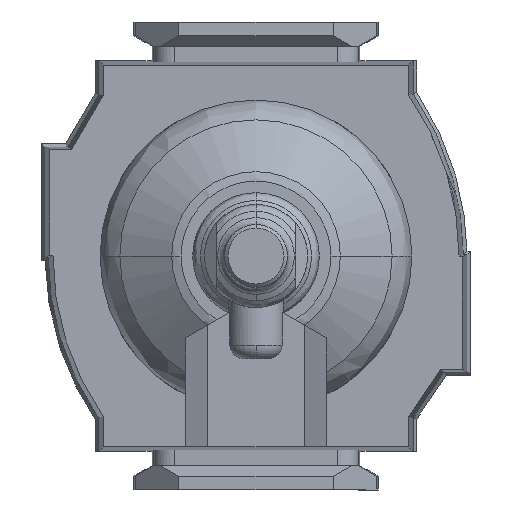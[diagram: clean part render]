
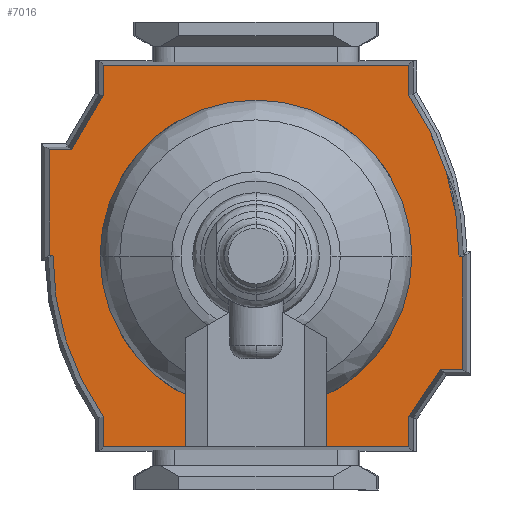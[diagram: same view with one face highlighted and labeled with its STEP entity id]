
A CAD part, front view. The second image highlights one B-rep face of the part: STEP entity #7016.
In plain terms, the highlighted planar face has unit normal (0, -1, 0).
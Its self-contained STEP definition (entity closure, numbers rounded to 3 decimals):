
#87 = ORIENTED_EDGE ( 'NONE', *, *, #10263, .F. ) ;
#104 = VECTOR ( 'NONE', #14956, 1000. ) ;
#248 = EDGE_CURVE ( 'NONE', #9859, #6521, #7227, .T. ) ;
#278 = CARTESIAN_POINT ( 'NONE',  ( -27.75, -38.5, -22.2 ) ) ;
#540 = EDGE_LOOP ( 'NONE', ( #13188, #13893, #9840, #13219, #16316, #9090, #9126, #6905, #4669, #87, #8353, #2437, #14676, #3790, #2816, #9075, #1627 ) ) ;
#759 = VECTOR ( 'NONE', #14032, 1000. ) ;
#788 = DIRECTION ( 'NONE',  ( 0., 0., 1. ) ) ;
#821 = EDGE_CURVE ( 'NONE', #1109, #8767, #1875, .T. ) ;
#960 = PLANE ( 'NONE',  #12987 ) ;
#1047 = FACE_OUTER_BOUND ( 'NONE', #540, .T. ) ;
#1109 = VERTEX_POINT ( 'NONE', #9086 ) ;
#1132 = DIRECTION ( 'NONE',  ( 0., -1., 0. ) ) ;
#1150 = DIRECTION ( 'NONE',  ( -1., 0., 0. ) ) ;
#1170 = VECTOR ( 'NONE', #788, 1000. ) ;
#1213 = LINE ( 'NONE', #3717, #2366 ) ;
#1260 = EDGE_CURVE ( 'NONE', #6521, #1354, #11066, .T. ) ;
#1354 = VERTEX_POINT ( 'NONE', #13638 ) ;
#1402 = DIRECTION ( 'NONE',  ( 0., 1., 0. ) ) ;
#1432 = EDGE_CURVE ( 'NONE', #5288, #2843, #10225, .T. ) ;
#1458 = VERTEX_POINT ( 'NONE', #16380 ) ;
#1538 = VERTEX_POINT ( 'NONE', #3098 ) ;
#1627 = ORIENTED_EDGE ( 'NONE', *, *, #3051, .F. ) ;
#1633 = LINE ( 'NONE', #7940, #13261 ) ;
#1875 = LINE ( 'NONE', #278, #12162 ) ;
#1893 = VERTEX_POINT ( 'NONE', #4166 ) ;
#2049 = AXIS2_PLACEMENT_3D ( 'NONE', #14265, #1402, #15452 ) ;
#2142 = LINE ( 'NONE', #15083, #2339 ) ;
#2202 = CARTESIAN_POINT ( 'NONE',  ( -23.383, -38.5, 22.2 ) ) ;
#2317 = DIRECTION ( 'NONE',  ( 0., 0., 1. ) ) ;
#2339 = VECTOR ( 'NONE', #14697, 1000. ) ;
#2366 = VECTOR ( 'NONE', #7291, 1000. ) ;
#2422 = CARTESIAN_POINT ( 'NONE',  ( -23.383, -38.5, 22.2 ) ) ;
#2437 = ORIENTED_EDGE ( 'NONE', *, *, #10063, .F. ) ;
#2546 = CARTESIAN_POINT ( 'NONE',  ( -0.1, -38.5, -30. ) ) ;
#2816 = ORIENTED_EDGE ( 'NONE', *, *, #11652, .F. ) ;
#2843 = VERTEX_POINT ( 'NONE', #9542 ) ;
#2859 = DIRECTION ( 'NONE',  ( 0., 0., -1. ) ) ;
#2948 = CARTESIAN_POINT ( 'NONE',  ( 0., -38.5, -11.6 ) ) ;
#2996 = CARTESIAN_POINT ( 'NONE',  ( -15.5, -38.5, -30. ) ) ;
#3051 = EDGE_CURVE ( 'NONE', #8767, #8027, #11100, .T. ) ;
#3098 = CARTESIAN_POINT ( 'NONE',  ( 16.5, -38.5, 30. ) ) ;
#3212 = VERTEX_POINT ( 'NONE', #8920 ) ;
#3423 = DIRECTION ( 'NONE',  ( 0., 0., 1. ) ) ;
#3450 = CARTESIAN_POINT ( 'NONE',  ( 27.75, -38.5, -22.2 ) ) ;
#3717 = CARTESIAN_POINT ( 'NONE',  ( 27.75, -38.5, 22.2 ) ) ;
#3790 = ORIENTED_EDGE ( 'NONE', *, *, #7282, .F. ) ;
#4013 = VECTOR ( 'NONE', #14195, 1000. ) ;
#4166 = CARTESIAN_POINT ( 'NONE',  ( 0., -38.5, 29.5 ) ) ;
#4486 = CARTESIAN_POINT ( 'NONE',  ( 23.383, -38.5, -22.2 ) ) ;
#4669 = ORIENTED_EDGE ( 'NONE', *, *, #12771, .F. ) ;
#5255 = VECTOR ( 'NONE', #7415, 1000. ) ;
#5288 = VERTEX_POINT ( 'NONE', #14387 ) ;
#5741 = LINE ( 'NONE', #4486, #6058 ) ;
#5786 = CARTESIAN_POINT ( 'NONE',  ( -27.75, -38.5, 22.2 ) ) ;
#5835 = DIRECTION ( 'NONE',  ( 0., 0., 1. ) ) ;
#5974 = AXIS2_PLACEMENT_3D ( 'NONE', #9989, #13713, #2317 ) ;
#6058 = VECTOR ( 'NONE', #1150, 1000. ) ;
#6181 = CARTESIAN_POINT ( 'NONE',  ( -27.75, -38.5, -22.2 ) ) ;
#6518 = CARTESIAN_POINT ( 'NONE',  ( 16.5, -38.5, 26.8 ) ) ;
#6521 = VERTEX_POINT ( 'NONE', #2996 ) ;
#6725 = EDGE_CURVE ( 'NONE', #8285, #5288, #5741, .T. ) ;
#6905 = ORIENTED_EDGE ( 'NONE', *, *, #12828, .F. ) ;
#7016 = ADVANCED_FACE ( 'NONE', ( #1047 ), #960, .T. ) ;
#7205 = CARTESIAN_POINT ( 'NONE',  ( -28.86, -38.5, 31.2 ) ) ;
#7227 = LINE ( 'NONE', #11052, #104 ) ;
#7282 = EDGE_CURVE ( 'NONE', #1893, #15283, #7410, .T. ) ;
#7291 = DIRECTION ( 'NONE',  ( 1., 0., 0. ) ) ;
#7410 = CIRCLE ( 'NONE', #11414, 41.1 ) ;
#7415 = DIRECTION ( 'NONE',  ( 1., 0., 0. ) ) ;
#7491 = CARTESIAN_POINT ( 'NONE',  ( -0.1, -38.5, -30. ) ) ;
#7633 = DIRECTION ( 'NONE',  ( 0., 0., -1. ) ) ;
#7697 = CARTESIAN_POINT ( 'NONE',  ( 16.5, -38.5, 26.8 ) ) ;
#7810 = LINE ( 'NONE', #8964, #759 ) ;
#7940 = CARTESIAN_POINT ( 'NONE',  ( 27.75, -38.5, -22.2 ) ) ;
#8027 = VERTEX_POINT ( 'NONE', #15192 ) ;
#8285 = VERTEX_POINT ( 'NONE', #3450 ) ;
#8353 = ORIENTED_EDGE ( 'NONE', *, *, #13816, .F. ) ;
#8767 = VERTEX_POINT ( 'NONE', #6181 ) ;
#8920 = CARTESIAN_POINT ( 'NONE',  ( 27.75, -38.5, 22.2 ) ) ;
#8949 = CARTESIAN_POINT ( 'NONE',  ( 0.1, -38.5, 29.5 ) ) ;
#8964 = CARTESIAN_POINT ( 'NONE',  ( 16.5, -38.5, 30. ) ) ;
#9075 = ORIENTED_EDGE ( 'NONE', *, *, #9624, .F. ) ;
#9086 = CARTESIAN_POINT ( 'NONE',  ( -23.35, -38.5, -22.2 ) ) ;
#9090 = ORIENTED_EDGE ( 'NONE', *, *, #1432, .F. ) ;
#9126 = ORIENTED_EDGE ( 'NONE', *, *, #6725, .F. ) ;
#9176 = CARTESIAN_POINT ( 'NONE',  ( 23.35, -38.5, 22.2 ) ) ;
#9324 = VECTOR ( 'NONE', #7633, 1000. ) ;
#9463 = VERTEX_POINT ( 'NONE', #9176 ) ;
#9542 = CARTESIAN_POINT ( 'NONE',  ( -0.1, -38.5, -29.5 ) ) ;
#9624 = EDGE_CURVE ( 'NONE', #8027, #15433, #16389, .T. ) ;
#9840 = ORIENTED_EDGE ( 'NONE', *, *, #1260, .F. ) ;
#9859 = VERTEX_POINT ( 'NONE', #7491 ) ;
#9989 = CARTESIAN_POINT ( 'NONE',  ( 0., -38.5, 11.6 ) ) ;
#10000 = CARTESIAN_POINT ( 'NONE',  ( 0.1, -38.5, 30. ) ) ;
#10063 = EDGE_CURVE ( 'NONE', #1458, #1538, #7810, .T. ) ;
#10225 = CIRCLE ( 'NONE', #5974, 41.1 ) ;
#10263 = EDGE_CURVE ( 'NONE', #15491, #9463, #2142, .T. ) ;
#10337 = LINE ( 'NONE', #6518, #12785 ) ;
#10357 = DIRECTION ( 'NONE',  ( -1., 0., 0. ) ) ;
#11052 = CARTESIAN_POINT ( 'NONE',  ( -15.5, -38.5, -30. ) ) ;
#11066 = LINE ( 'NONE', #16125, #14157 ) ;
#11100 = LINE ( 'NONE', #5786, #1170 ) ;
#11414 = AXIS2_PLACEMENT_3D ( 'NONE', #2948, #12077, #3423 ) ;
#11652 = EDGE_CURVE ( 'NONE', #15433, #1893, #13464, .T. ) ;
#12077 = DIRECTION ( 'NONE',  ( 0., 1., 0. ) ) ;
#12162 = VECTOR ( 'NONE', #10357, 1000. ) ;
#12453 = DIRECTION ( 'NONE',  ( 0., 0., -1. ) ) ;
#12646 = LINE ( 'NONE', #15979, #14331 ) ;
#12771 = EDGE_CURVE ( 'NONE', #9463, #3212, #1213, .T. ) ;
#12785 = VECTOR ( 'NONE', #15404, 1000. ) ;
#12828 = EDGE_CURVE ( 'NONE', #3212, #8285, #1633, .T. ) ;
#12959 = LINE ( 'NONE', #10000, #4013 ) ;
#12987 = AXIS2_PLACEMENT_3D ( 'NONE', #7205, #1132, #12453 ) ;
#13188 = ORIENTED_EDGE ( 'NONE', *, *, #821, .F. ) ;
#13219 = ORIENTED_EDGE ( 'NONE', *, *, #248, .F. ) ;
#13261 = VECTOR ( 'NONE', #2859, 1000. ) ;
#13314 = EDGE_CURVE ( 'NONE', #1354, #1109, #12646, .T. ) ;
#13464 = CIRCLE ( 'NONE', #2049, 41.1 ) ;
#13568 = DIRECTION ( 'NONE',  ( -0.863, 0., 0.506 ) ) ;
#13638 = CARTESIAN_POINT ( 'NONE',  ( -15.5, -38.5, -26.8 ) ) ;
#13713 = DIRECTION ( 'NONE',  ( 0., 1., 0. ) ) ;
#13816 = EDGE_CURVE ( 'NONE', #1538, #15491, #10337, .T. ) ;
#13893 = ORIENTED_EDGE ( 'NONE', *, *, #13314, .F. ) ;
#13943 = LINE ( 'NONE', #2546, #9324 ) ;
#14032 = DIRECTION ( 'NONE',  ( 1., 0., 0. ) ) ;
#14157 = VECTOR ( 'NONE', #5835, 1000. ) ;
#14195 = DIRECTION ( 'NONE',  ( 0., 0., 1. ) ) ;
#14265 = CARTESIAN_POINT ( 'NONE',  ( 0., -38.5, -11.6 ) ) ;
#14331 = VECTOR ( 'NONE', #13568, 1000. ) ;
#14387 = CARTESIAN_POINT ( 'NONE',  ( 23.383, -38.5, -22.2 ) ) ;
#14676 = ORIENTED_EDGE ( 'NONE', *, *, #15024, .F. ) ;
#14697 = DIRECTION ( 'NONE',  ( 0.83, 0., -0.557 ) ) ;
#14956 = DIRECTION ( 'NONE',  ( -1., 0., 0. ) ) ;
#15024 = EDGE_CURVE ( 'NONE', #15283, #1458, #12959, .T. ) ;
#15083 = CARTESIAN_POINT ( 'NONE',  ( 23.35, -38.5, 22.2 ) ) ;
#15192 = CARTESIAN_POINT ( 'NONE',  ( -27.75, -38.5, 22.2 ) ) ;
#15281 = EDGE_CURVE ( 'NONE', #2843, #9859, #13943, .T. ) ;
#15283 = VERTEX_POINT ( 'NONE', #8949 ) ;
#15404 = DIRECTION ( 'NONE',  ( 0., 0., -1. ) ) ;
#15433 = VERTEX_POINT ( 'NONE', #2202 ) ;
#15452 = DIRECTION ( 'NONE',  ( 0., 0., 1. ) ) ;
#15491 = VERTEX_POINT ( 'NONE', #7697 ) ;
#15979 = CARTESIAN_POINT ( 'NONE',  ( -23.35, -38.5, -22.2 ) ) ;
#16125 = CARTESIAN_POINT ( 'NONE',  ( -15.5, -38.5, -26.8 ) ) ;
#16316 = ORIENTED_EDGE ( 'NONE', *, *, #15281, .F. ) ;
#16380 = CARTESIAN_POINT ( 'NONE',  ( 0.1, -38.5, 30. ) ) ;
#16389 = LINE ( 'NONE', #2422, #5255 ) ;
